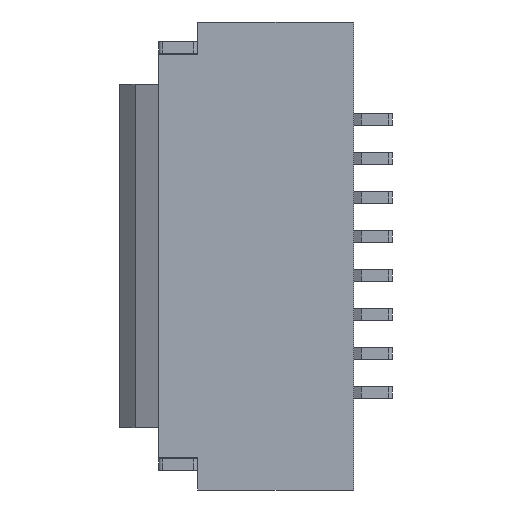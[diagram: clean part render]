
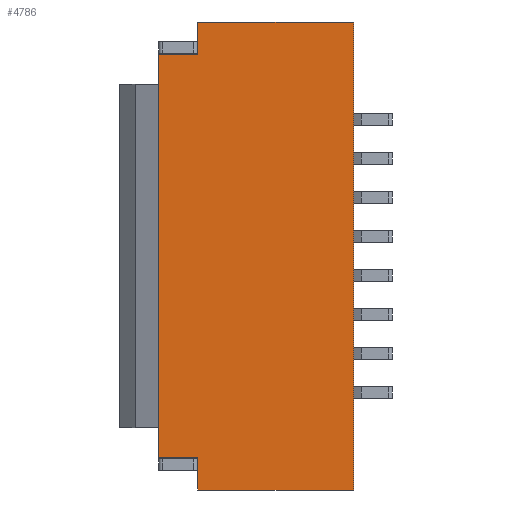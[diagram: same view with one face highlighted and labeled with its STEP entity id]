
A CAD part, front view. The second image highlights one B-rep face of the part: STEP entity #4786.
In plain terms, the highlighted planar face has unit normal (0, -1, 0).
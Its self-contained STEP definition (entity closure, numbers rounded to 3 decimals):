
#26=PLANE('',#5034);
#192=FACE_OUTER_BOUND('',#423,.T.);
#423=EDGE_LOOP('',(#3116,#3117,#3118,#3119,#3120,#3121,#3122,#3123));
#663=LINE('',#6714,#1236);
#664=LINE('',#6716,#1237);
#665=LINE('',#6718,#1238);
#666=LINE('',#6720,#1239);
#667=LINE('',#6722,#1240);
#668=LINE('',#6724,#1241);
#669=LINE('',#6726,#1242);
#670=LINE('',#6727,#1243);
#1236=VECTOR('',#5409,1.);
#1237=VECTOR('',#5410,1.);
#1238=VECTOR('',#5411,1.);
#1239=VECTOR('',#5412,1.);
#1240=VECTOR('',#5413,1.);
#1241=VECTOR('',#5414,1.);
#1242=VECTOR('',#5415,1.);
#1243=VECTOR('',#5416,1.);
#1943=VERTEX_POINT('',#6712);
#1944=VERTEX_POINT('',#6713);
#1945=VERTEX_POINT('',#6715);
#1946=VERTEX_POINT('',#6717);
#1947=VERTEX_POINT('',#6719);
#1948=VERTEX_POINT('',#6721);
#1949=VERTEX_POINT('',#6723);
#1950=VERTEX_POINT('',#6725);
#2411=EDGE_CURVE('',#1943,#1944,#663,.T.);
#2412=EDGE_CURVE('',#1943,#1945,#664,.T.);
#2413=EDGE_CURVE('',#1945,#1946,#665,.T.);
#2414=EDGE_CURVE('',#1946,#1947,#666,.T.);
#2415=EDGE_CURVE('',#1948,#1947,#667,.T.);
#2416=EDGE_CURVE('',#1949,#1948,#668,.T.);
#2417=EDGE_CURVE('',#1950,#1949,#669,.T.);
#2418=EDGE_CURVE('',#1944,#1950,#670,.T.);
#3116=ORIENTED_EDGE('',*,*,#2411,.F.);
#3117=ORIENTED_EDGE('',*,*,#2412,.T.);
#3118=ORIENTED_EDGE('',*,*,#2413,.T.);
#3119=ORIENTED_EDGE('',*,*,#2414,.T.);
#3120=ORIENTED_EDGE('',*,*,#2415,.F.);
#3121=ORIENTED_EDGE('',*,*,#2416,.F.);
#3122=ORIENTED_EDGE('',*,*,#2417,.F.);
#3123=ORIENTED_EDGE('',*,*,#2418,.F.);
#4786=ADVANCED_FACE('',(#192),#26,.F.);
#5034=AXIS2_PLACEMENT_3D('',#6711,#5407,#5408);
#5407=DIRECTION('center_axis',(0.,1.,0.));
#5408=DIRECTION('ref_axis',(1.,0.,0.));
#5409=DIRECTION('',(0.,0.,1.));
#5410=DIRECTION('',(1.,0.,0.));
#5411=DIRECTION('',(0.,0.,-1.));
#5412=DIRECTION('',(1.,0.,0.));
#5413=DIRECTION('',(0.,0.,-1.));
#5414=DIRECTION('',(1.,0.,0.));
#5415=DIRECTION('',(0.,0.,1.));
#5416=DIRECTION('',(1.,0.,0.));
#6711=CARTESIAN_POINT('Origin',(1.202,-0.908,15.85));
#6712=CARTESIAN_POINT('',(0.702,-0.908,0.012));
#6713=CARTESIAN_POINT('',(0.702,-0.908,5.188));
#6714=CARTESIAN_POINT('',(0.702,-0.908,-0.615));
#6715=CARTESIAN_POINT('',(1.202,-0.908,0.012));
#6716=CARTESIAN_POINT('',(3.202,-0.908,0.012));
#6717=CARTESIAN_POINT('',(1.202,-0.908,-0.4));
#6718=CARTESIAN_POINT('',(1.202,-0.908,0.012));
#6719=CARTESIAN_POINT('',(3.202,-0.908,-0.4));
#6720=CARTESIAN_POINT('',(1.202,-0.908,-0.4));
#6721=CARTESIAN_POINT('',(3.202,-0.908,5.6));
#6722=CARTESIAN_POINT('',(3.202,-0.908,17.938));
#6723=CARTESIAN_POINT('',(1.202,-0.908,5.6));
#6724=CARTESIAN_POINT('',(1.202,-0.908,5.6));
#6725=CARTESIAN_POINT('',(1.202,-0.908,5.188));
#6726=CARTESIAN_POINT('',(1.202,-0.908,5.188));
#6727=CARTESIAN_POINT('',(3.202,-0.908,5.188));
